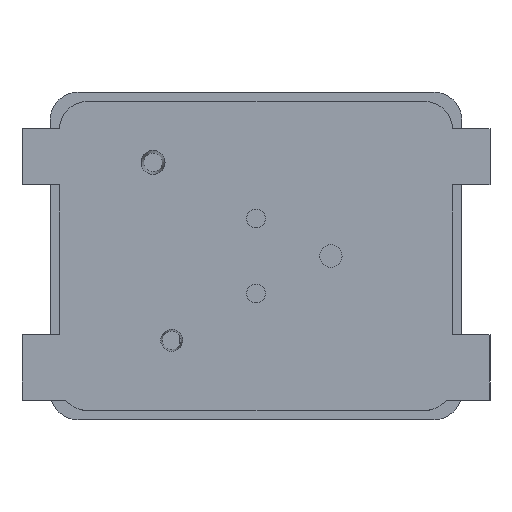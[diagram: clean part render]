
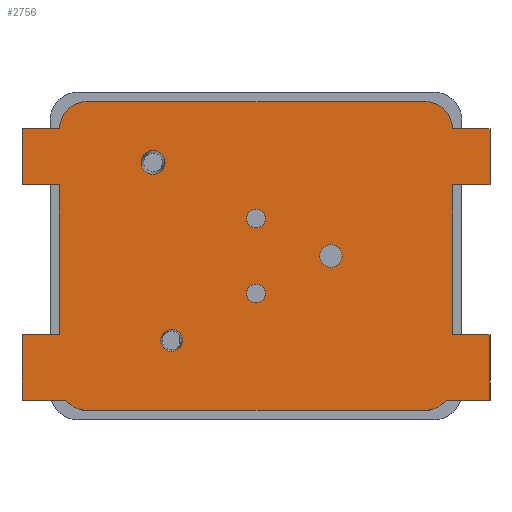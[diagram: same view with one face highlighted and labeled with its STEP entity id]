
A CAD part, front view. The second image highlights one B-rep face of the part: STEP entity #2756.
In plain terms, the highlighted planar face has unit normal (0, -1, 0).
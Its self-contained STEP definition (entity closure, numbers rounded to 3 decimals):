
#113=LINE('',#4127,#346);
#114=LINE('',#4129,#347);
#135=LINE('',#4206,#368);
#141=LINE('',#4281,#374);
#145=LINE('',#4288,#378);
#159=LINE('',#4325,#392);
#163=LINE('',#4336,#396);
#165=LINE('',#4350,#398);
#166=LINE('',#4353,#399);
#167=LINE('',#4354,#400);
#168=LINE('',#4355,#401);
#169=LINE('',#4356,#402);
#170=LINE('',#4357,#403);
#171=LINE('',#4358,#404);
#172=LINE('',#4359,#405);
#173=LINE('',#4361,#406);
#346=VECTOR('',#3243,1000.);
#347=VECTOR('',#3246,1000.);
#368=VECTOR('',#3313,1000.);
#374=VECTOR('',#3333,1000.);
#378=VECTOR('',#3339,1000.);
#392=VECTOR('',#3375,1000.);
#396=VECTOR('',#3389,1000.);
#398=VECTOR('',#3405,1000.);
#399=VECTOR('',#3406,1000.);
#400=VECTOR('',#3407,1000.);
#401=VECTOR('',#3408,1000.);
#402=VECTOR('',#3409,1000.);
#403=VECTOR('',#3410,1000.);
#404=VECTOR('',#3411,1000.);
#405=VECTOR('',#3412,1000.);
#406=VECTOR('',#3413,1000.);
#589=PLANE('',#2953);
#792=ORIENTED_EDGE('',*,*,#1587,.F.);
#793=ORIENTED_EDGE('',*,*,#1539,.F.);
#794=ORIENTED_EDGE('',*,*,#1513,.F.);
#795=ORIENTED_EDGE('',*,*,#1589,.F.);
#796=ORIENTED_EDGE('',*,*,#1590,.F.);
#797=ORIENTED_EDGE('',*,*,#1591,.F.);
#798=ORIENTED_EDGE('',*,*,#1592,.F.);
#799=ORIENTED_EDGE('',*,*,#1572,.F.);
#800=ORIENTED_EDGE('',*,*,#1593,.T.);
#801=ORIENTED_EDGE('',*,*,#1567,.F.);
#802=ORIENTED_EDGE('',*,*,#1594,.T.);
#803=ORIENTED_EDGE('',*,*,#1546,.F.);
#804=ORIENTED_EDGE('',*,*,#1595,.F.);
#805=ORIENTED_EDGE('',*,*,#1561,.T.);
#806=ORIENTED_EDGE('',*,*,#1596,.T.);
#807=ORIENTED_EDGE('',*,*,#1509,.F.);
#808=ORIENTED_EDGE('',*,*,#1580,.T.);
#809=ORIENTED_EDGE('',*,*,#1564,.F.);
#810=ORIENTED_EDGE('',*,*,#1557,.T.);
#811=ORIENTED_EDGE('',*,*,#1555,.F.);
#812=ORIENTED_EDGE('',*,*,#1597,.T.);
#813=ORIENTED_EDGE('',*,*,#1585,.F.);
#814=ORIENTED_EDGE('',*,*,#1510,.T.);
#815=ORIENTED_EDGE('',*,*,#1598,.T.);
#816=ORIENTED_EDGE('',*,*,#1599,.T.);
#1509=EDGE_CURVE('',#1926,#1923,#113,.T.);
#1510=EDGE_CURVE('',#1927,#1928,#114,.T.);
#1513=EDGE_CURVE('',#1929,#1929,#2202,.T.);
#1539=EDGE_CURVE('',#1953,#1953,#2214,.T.);
#1546=EDGE_CURVE('',#1960,#1961,#135,.T.);
#1555=EDGE_CURVE('',#1964,#1965,#2221,.T.);
#1557=EDGE_CURVE('',#1966,#1965,#141,.T.);
#1561=EDGE_CURVE('',#1968,#1967,#145,.T.);
#1564=EDGE_CURVE('',#1966,#1969,#2222,.T.);
#1567=EDGE_CURVE('',#1970,#1971,#2223,.T.);
#1572=EDGE_CURVE('',#1973,#1974,#2225,.T.);
#1580=EDGE_CURVE('',#1926,#1969,#159,.T.);
#1585=EDGE_CURVE('',#1927,#1982,#163,.T.);
#1587=EDGE_CURVE('',#1983,#1983,#2228,.T.);
#1589=EDGE_CURVE('',#1985,#1985,#2230,.T.);
#1590=EDGE_CURVE('',#1986,#1986,#2231,.T.);
#1591=EDGE_CURVE('',#1987,#1988,#165,.T.);
#1592=EDGE_CURVE('',#1974,#1987,#166,.T.);
#1593=EDGE_CURVE('',#1973,#1971,#167,.T.);
#1594=EDGE_CURVE('',#1970,#1961,#168,.T.);
#1595=EDGE_CURVE('',#1968,#1960,#169,.T.);
#1596=EDGE_CURVE('',#1967,#1923,#170,.T.);
#1597=EDGE_CURVE('',#1964,#1982,#171,.T.);
#1598=EDGE_CURVE('',#1928,#1989,#172,.T.);
#1599=EDGE_CURVE('',#1989,#1988,#173,.T.);
#1923=VERTEX_POINT('',#4121);
#1926=VERTEX_POINT('',#4126);
#1927=VERTEX_POINT('',#4130);
#1928=VERTEX_POINT('',#4131);
#1929=VERTEX_POINT('',#4136);
#1953=VERTEX_POINT('',#4191);
#1960=VERTEX_POINT('',#4207);
#1961=VERTEX_POINT('',#4208);
#1964=VERTEX_POINT('',#4276);
#1965=VERTEX_POINT('',#4278);
#1966=VERTEX_POINT('',#4282);
#1967=VERTEX_POINT('',#4287);
#1968=VERTEX_POINT('',#4289);
#1969=VERTEX_POINT('',#4294);
#1970=VERTEX_POINT('',#4298);
#1971=VERTEX_POINT('',#4300);
#1973=VERTEX_POINT('',#4308);
#1974=VERTEX_POINT('',#4310);
#1982=VERTEX_POINT('',#4337);
#1983=VERTEX_POINT('',#4342);
#1985=VERTEX_POINT('',#4347);
#1986=VERTEX_POINT('',#4349);
#1987=VERTEX_POINT('',#4351);
#1988=VERTEX_POINT('',#4352);
#1989=VERTEX_POINT('',#4360);
#2202=CIRCLE('',#2903,0.05);
#2214=CIRCLE('',#2920,0.064);
#2221=CIRCLE('',#2930,0.15);
#2222=CIRCLE('',#2934,0.15);
#2223=CIRCLE('',#2936,0.15);
#2225=CIRCLE('',#2940,0.15);
#2228=CIRCLE('',#2951,0.06);
#2230=CIRCLE('',#2954,0.05);
#2231=CIRCLE('',#2955,0.058);
#2399=EDGE_LOOP('',(#792));
#2400=EDGE_LOOP('',(#793));
#2401=EDGE_LOOP('',(#794));
#2402=EDGE_LOOP('',(#795));
#2403=EDGE_LOOP('',(#796));
#2404=EDGE_LOOP('',(#797,#798,#799,#800,#801,#802,#803,#804,#805,#806,#807,
#808,#809,#810,#811,#812,#813,#814,#815,#816));
#2578=FACE_BOUND('',#2399,.T.);
#2579=FACE_BOUND('',#2400,.T.);
#2580=FACE_BOUND('',#2401,.T.);
#2581=FACE_BOUND('',#2402,.T.);
#2582=FACE_BOUND('',#2403,.T.);
#2583=FACE_BOUND('',#2404,.T.);
#2756=ADVANCED_FACE('',(#2578,#2579,#2580,#2581,#2582,#2583),#589,.F.);
#2903=AXIS2_PLACEMENT_3D('',#4135,#3251,#3252);
#2920=AXIS2_PLACEMENT_3D('',#4190,#3299,#3300);
#2930=AXIS2_PLACEMENT_3D('',#4277,#3328,#3329);
#2934=AXIS2_PLACEMENT_3D('',#4293,#3344,#3345);
#2936=AXIS2_PLACEMENT_3D('',#4299,#3350,#3351);
#2940=AXIS2_PLACEMENT_3D('',#4309,#3361,#3362);
#2951=AXIS2_PLACEMENT_3D('',#4341,#3395,#3396);
#2953=AXIS2_PLACEMENT_3D('',#4345,#3399,#3400);
#2954=AXIS2_PLACEMENT_3D('',#4346,#3401,#3402);
#2955=AXIS2_PLACEMENT_3D('',#4348,#3403,#3404);
#3243=DIRECTION('',(0.,0.,-1.));
#3246=DIRECTION('',(1.,0.,0.));
#3251=DIRECTION('',(0.,-1.,0.));
#3252=DIRECTION('',(1.,0.,0.));
#3299=DIRECTION('',(0.,-1.,0.));
#3300=DIRECTION('',(-1.,0.,0.));
#3313=DIRECTION('',(0.,0.,-1.));
#3328=DIRECTION('',(0.,1.,0.));
#3329=DIRECTION('',(-0.999,0.,0.033));
#3333=DIRECTION('',(-1.,0.,0.));
#3339=DIRECTION('',(0.,0.,1.));
#3344=DIRECTION('',(0.,1.,0.));
#3345=DIRECTION('',(0.,0.,1.));
#3350=DIRECTION('',(0.,1.,0.));
#3351=DIRECTION('',(0.774,0.,-0.633));
#3361=DIRECTION('',(0.,1.,0.));
#3362=DIRECTION('',(0.,0.,-1.));
#3375=DIRECTION('',(-1.,0.,0.));
#3389=DIRECTION('',(0.,0.,1.));
#3395=DIRECTION('',(0.,-1.,0.));
#3396=DIRECTION('',(-1.,0.,0.));
#3399=DIRECTION('',(0.,1.,0.));
#3400=DIRECTION('',(1.,0.,0.));
#3401=DIRECTION('',(0.,-1.,0.));
#3402=DIRECTION('',(1.,0.,0.));
#3403=DIRECTION('',(0.,-1.,0.));
#3404=DIRECTION('',(-1.,0.,0.));
#3405=DIRECTION('',(0.,0.,1.));
#3406=DIRECTION('',(-1.,0.,0.));
#3407=DIRECTION('',(1.,0.,0.));
#3408=DIRECTION('',(1.,0.,0.));
#3409=DIRECTION('',(1.,0.,0.));
#3410=DIRECTION('',(1.,0.,0.));
#3411=DIRECTION('',(-1.,0.,0.));
#3412=DIRECTION('',(0.,0.,-1.));
#3413=DIRECTION('',(-1.,0.,0.));
#4121=CARTESIAN_POINT('',(2.3,0.,-0.445));
#4126=CARTESIAN_POINT('',(2.3,0.,-0.145));
#4127=CARTESIAN_POINT('',(2.3,0.,-1.42));
#4129=CARTESIAN_POINT('',(2.025,0.,-0.445));
#4130=CARTESIAN_POINT('',(-0.2,0.,-0.445));
#4131=CARTESIAN_POINT('',(0.,0.,-0.445));
#4135=CARTESIAN_POINT('',(1.05,0.,-1.025));
#4136=CARTESIAN_POINT('',(1.1,0.,-1.025));
#4190=CARTESIAN_POINT('',(0.5,0.,-0.325));
#4191=CARTESIAN_POINT('',(0.436,0.,-0.325));
#4206=CARTESIAN_POINT('',(2.3,0.,-1.245));
#4207=CARTESIAN_POINT('',(2.3,0.,-1.245));
#4208=CARTESIAN_POINT('',(2.3,0.,-1.595));
#4276=CARTESIAN_POINT('',(0.,0.,-0.145));
#4277=CARTESIAN_POINT('',(0.15,0.,-0.15));
#4278=CARTESIAN_POINT('',(0.15,0.,0.));
#4281=CARTESIAN_POINT('',(1.95,0.,0.));
#4282=CARTESIAN_POINT('',(1.95,0.,0.));
#4287=CARTESIAN_POINT('',(2.1,0.,-0.445));
#4288=CARTESIAN_POINT('',(2.1,0.,-1.245));
#4289=CARTESIAN_POINT('',(2.1,0.,-1.245));
#4293=CARTESIAN_POINT('',(1.95,0.,-0.15));
#4294=CARTESIAN_POINT('',(2.1,0.,-0.145));
#4298=CARTESIAN_POINT('',(2.066,0.,-1.595));
#4299=CARTESIAN_POINT('',(1.95,0.,-1.5));
#4300=CARTESIAN_POINT('',(1.95,0.,-1.65));
#4308=CARTESIAN_POINT('',(0.15,0.,-1.65));
#4309=CARTESIAN_POINT('',(0.15,0.,-1.5));
#4310=CARTESIAN_POINT('',(0.034,0.,-1.595));
#4325=CARTESIAN_POINT('',(2.025,0.,-0.145));
#4336=CARTESIAN_POINT('',(-0.2,0.,-1.42));
#4337=CARTESIAN_POINT('',(-0.2,0.,-0.145));
#4341=CARTESIAN_POINT('',(1.45,0.,-0.825));
#4342=CARTESIAN_POINT('',(1.39,0.,-0.825));
#4345=CARTESIAN_POINT('',(2.025,0.,-0.845));
#4346=CARTESIAN_POINT('',(1.05,0.,-0.625));
#4347=CARTESIAN_POINT('',(1.1,0.,-0.625));
#4348=CARTESIAN_POINT('',(0.6,0.,-1.275));
#4349=CARTESIAN_POINT('',(0.542,0.,-1.275));
#4350=CARTESIAN_POINT('',(-0.2,0.,-1.595));
#4351=CARTESIAN_POINT('',(-0.2,0.,-1.595));
#4352=CARTESIAN_POINT('',(-0.2,0.,-1.245));
#4353=CARTESIAN_POINT('',(2.155,0.,-1.595));
#4354=CARTESIAN_POINT('',(0.15,0.,-1.65));
#4355=CARTESIAN_POINT('',(2.066,0.,-1.595));
#4356=CARTESIAN_POINT('',(-0.075,0.,-1.245));
#4357=CARTESIAN_POINT('',(2.1,0.,-0.445));
#4358=CARTESIAN_POINT('',(0.,0.,-0.145));
#4359=CARTESIAN_POINT('',(0.,0.,-0.445));
#4360=CARTESIAN_POINT('',(0.,0.,-1.245));
#4361=CARTESIAN_POINT('',(0.,0.,-1.245));
